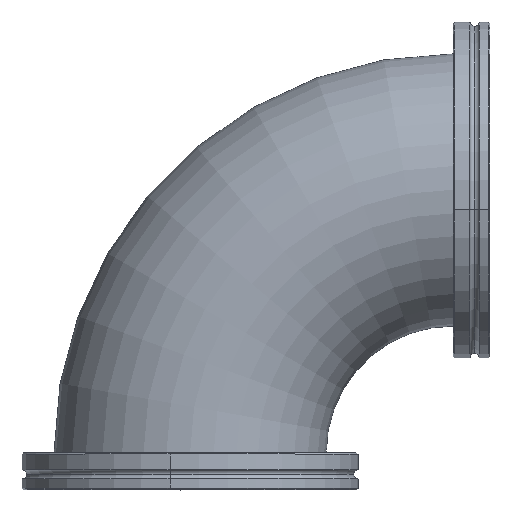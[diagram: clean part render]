
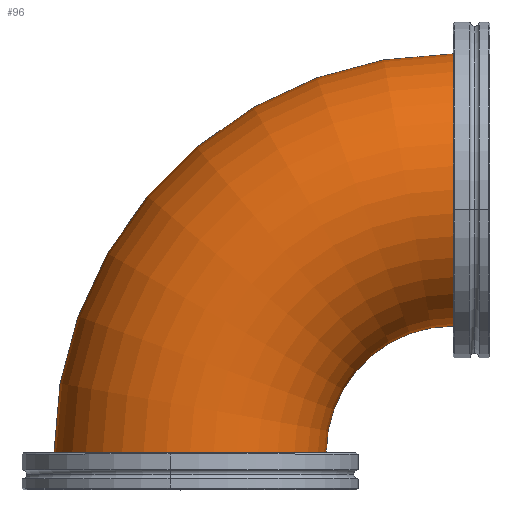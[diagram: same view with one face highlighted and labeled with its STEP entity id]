
A CAD part, top view. The second image highlights one B-rep face of the part: STEP entity #96.
In plain terms, the highlighted toroidal (fillet/blend) face has major radius 86 mm and minor radius 44.5 mm.
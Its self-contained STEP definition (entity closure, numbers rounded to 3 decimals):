
#4 = AXIS2_PLACEMENT_3D ( 'NONE', #1256, #593, #1366 ) ;
#22 = CARTESIAN_POINT ( 'NONE',  ( -44.5, 5.5, 0. ) ) ;
#34 = AXIS2_PLACEMENT_3D ( 'NONE', #812, #147, #936 ) ;
#36 = AXIS2_PLACEMENT_3D ( 'NONE', #1239, #580, #1357 ) ;
#39 = ORIENTED_EDGE ( 'NONE', *, *, #887, .T. ) ;
#77 = AXIS2_PLACEMENT_3D ( 'NONE', #126, #922, #245 ) ;
#86 = AXIS2_PLACEMENT_3D ( 'NONE', #559, #1340, #669 ) ;
#96 = ADVANCED_FACE ( 'NONE', ( #441 ), #1013, .T. ) ;
#110 = CARTESIAN_POINT ( 'NONE',  ( 86., 91.5, 44.5 ) ) ;
#126 = CARTESIAN_POINT ( 'NONE',  ( 86., 91.5, 0. ) ) ;
#146 = ORIENTED_EDGE ( 'NONE', *, *, #916, .T. ) ;
#147 = DIRECTION ( 'NONE',  ( 0., 1., 0. ) ) ;
#167 = EDGE_LOOP ( 'NONE', ( #1216, #146, #39, #1005, #551, #408 ) ) ;
#172 = CARTESIAN_POINT ( 'NONE',  ( 86., 47., 0. ) ) ;
#245 = DIRECTION ( 'NONE',  ( 0., 0., 1. ) ) ;
#408 = ORIENTED_EDGE ( 'NONE', *, *, #960, .F. ) ;
#416 = CIRCLE ( 'NONE', #77, 44.5 ) ;
#419 = VERTEX_POINT ( 'NONE', #22 ) ;
#441 = FACE_OUTER_BOUND ( 'NONE', #167, .T. ) ;
#485 = CARTESIAN_POINT ( 'NONE',  ( 86., 91.5, 0. ) ) ;
#518 = AXIS2_PLACEMENT_3D ( 'NONE', #680, #1023, #780 ) ;
#551 = ORIENTED_EDGE ( 'NONE', *, *, #895, .F. ) ;
#559 = CARTESIAN_POINT ( 'NONE',  ( 0., 5.5, 0. ) ) ;
#580 = DIRECTION ( 'NONE',  ( 0., 0., -1. ) ) ;
#593 = DIRECTION ( 'NONE',  ( 0., 0., -1. ) ) ;
#598 = DIRECTION ( 'NONE',  ( 0., 0., 1. ) ) ;
#669 = DIRECTION ( 'NONE',  ( 0., 0., 1. ) ) ;
#680 = CARTESIAN_POINT ( 'NONE',  ( 86., 5.5, 0. ) ) ;
#779 = VERTEX_POINT ( 'NONE', #172 ) ;
#780 = DIRECTION ( 'NONE',  ( -1., 0., 0. ) ) ;
#812 = CARTESIAN_POINT ( 'NONE',  ( 0., 5.5, 0. ) ) ;
#851 = CARTESIAN_POINT ( 'NONE',  ( 0., 5.5, 44.5 ) ) ;
#874 = CIRCLE ( 'NONE', #1401, 44.5 ) ;
#887 = EDGE_CURVE ( 'NONE', #1172, #1268, #1298, .T. ) ;
#895 = EDGE_CURVE ( 'NONE', #1303, #779, #416, .T. ) ;
#912 = EDGE_CURVE ( 'NONE', #1268, #779, #1220, .T. ) ;
#916 = EDGE_CURVE ( 'NONE', #419, #1172, #955, .T. ) ;
#921 = CIRCLE ( 'NONE', #4, 130.5 ) ;
#922 = DIRECTION ( 'NONE',  ( 1., 0., 0. ) ) ;
#934 = EDGE_CURVE ( 'NONE', #419, #979, #921, .T. ) ;
#936 = DIRECTION ( 'NONE',  ( 0., 0., 1. ) ) ;
#955 = CIRCLE ( 'NONE', #34, 44.5 ) ;
#960 = EDGE_CURVE ( 'NONE', #979, #1303, #874, .T. ) ;
#979 = VERTEX_POINT ( 'NONE', #1071 ) ;
#1005 = ORIENTED_EDGE ( 'NONE', *, *, #912, .T. ) ;
#1013 = TOROIDAL_SURFACE ( 'NONE', #518, 86., 44.5 ) ;
#1023 = DIRECTION ( 'NONE',  ( 0., 0., -1. ) ) ;
#1071 = CARTESIAN_POINT ( 'NONE',  ( 86., 136., 0. ) ) ;
#1172 = VERTEX_POINT ( 'NONE', #851 ) ;
#1216 = ORIENTED_EDGE ( 'NONE', *, *, #934, .F. ) ;
#1220 = CIRCLE ( 'NONE', #36, 41.5 ) ;
#1239 = CARTESIAN_POINT ( 'NONE',  ( 86., 5.5, 0. ) ) ;
#1256 = CARTESIAN_POINT ( 'NONE',  ( 86., 5.5, 0. ) ) ;
#1261 = DIRECTION ( 'NONE',  ( 1., 0., 0. ) ) ;
#1268 = VERTEX_POINT ( 'NONE', #1292 ) ;
#1292 = CARTESIAN_POINT ( 'NONE',  ( 44.5, 5.5, 0. ) ) ;
#1298 = CIRCLE ( 'NONE', #86, 44.5 ) ;
#1303 = VERTEX_POINT ( 'NONE', #110 ) ;
#1340 = DIRECTION ( 'NONE',  ( 0., 1., 0. ) ) ;
#1357 = DIRECTION ( 'NONE',  ( -1., 0., 0. ) ) ;
#1366 = DIRECTION ( 'NONE',  ( -1., 0., 0. ) ) ;
#1401 = AXIS2_PLACEMENT_3D ( 'NONE', #485, #1261, #598 ) ;
